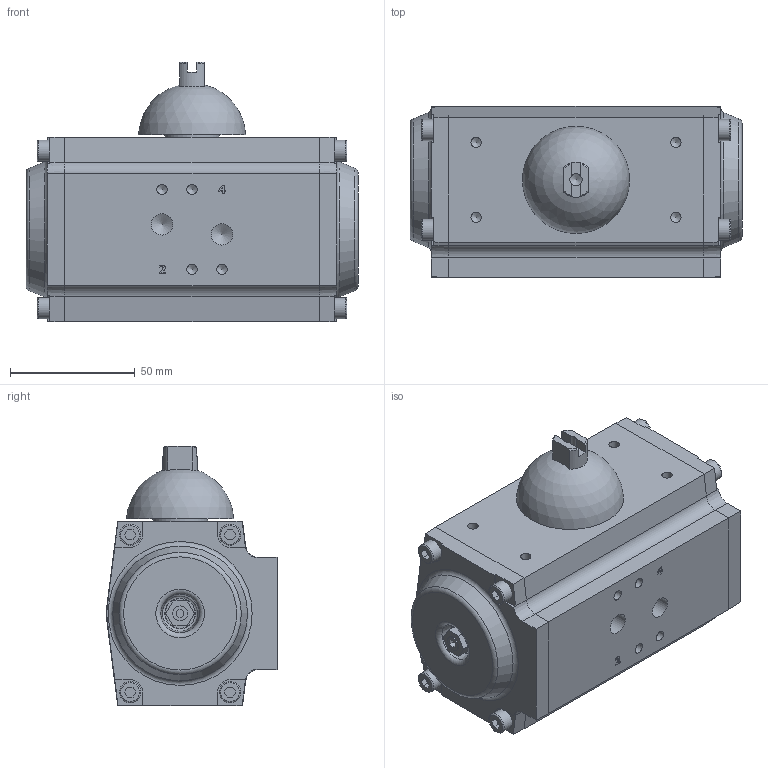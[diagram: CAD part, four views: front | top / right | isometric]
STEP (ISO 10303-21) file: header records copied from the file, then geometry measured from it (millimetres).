
FILE_DESCRIPTION(/* description */ ('Unknown'),/* implementation_level */ '2;1');
FILE_NAME(/* name */ 'DT23_ST8',/* time_stamp */ '2022-08-11T11:43:31+02:00',/* author */ ('Unknown'),/* organization */ ('Unknown'),/* preprocessor_version */ 'ST-DEVELOPER v16.7',/* originating_system */ 'Solid Edge',/* authorisation */ 'Unknown');
FILE_SCHEMA (('AUTOMOTIVE_DESIGN {1 0 10303 214 3 1 1}'));
Length unit declared in the file: millimetre
Products named in the file (1): DT23_ST8
Bounding box: 133 x 68.47 x 104 mm (x, y, z)
Volume: 562045.1 mm3; surface area: 54797.1 mm2
Topology: 1 solids, 1 shells, 318 faces, 803 edges, 523 vertices
Faces by surface type: plane 211, cone 41, cylinder 39, torus 16, bspline 9, sphere 2
Full cylindrical faces by diameter (mm): 4.134 x12, 4.917 x5, 6 x2, 8.5 x8, 8.566 x2, 12 x2, 14 x1, 22 x1, 25.3 x1
Entity records: 11083 total; most frequent: CARTESIAN_POINT 1697, DIRECTION 1410, ORIENTED_EDGE 1368, EDGE_CURVE 684, VERTEX_POINT 498, LINE 496, VECTOR 496, AXIS2_PLACEMENT_3D 457
